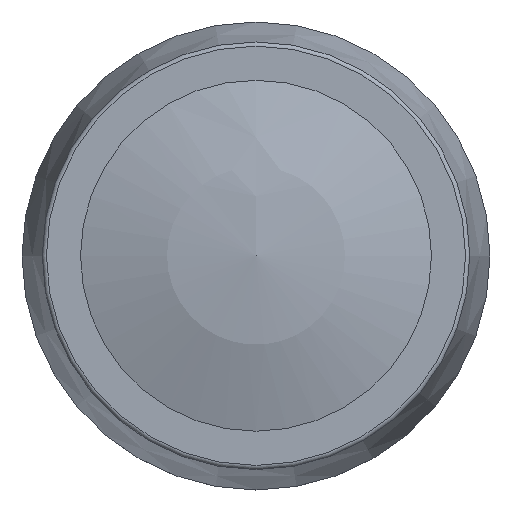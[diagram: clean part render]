
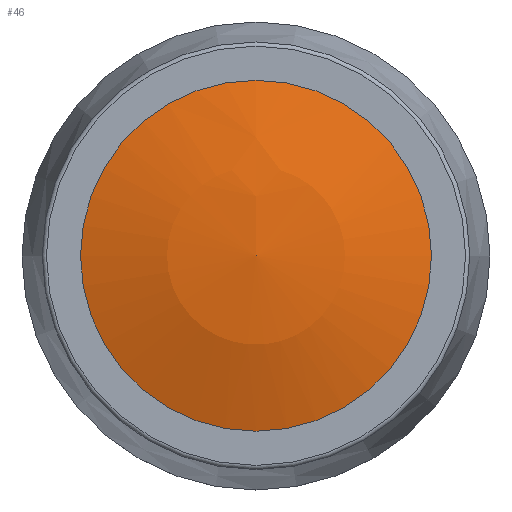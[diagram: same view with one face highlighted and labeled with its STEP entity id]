
A CAD part, top view. The second image highlights one B-rep face of the part: STEP entity #46.
In plain terms, the highlighted spherical face has radius 25 mm.
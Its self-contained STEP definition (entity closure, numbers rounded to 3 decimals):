
#46 = ADVANCED_FACE( '', ( #103 ), #104, .T. );
#103 = FACE_OUTER_BOUND( '', #181, .T. );
#104 = SPHERICAL_SURFACE( '', #182, 25. );
#181 = EDGE_LOOP( '', ( #257 ) );
#182 = AXIS2_PLACEMENT_3D( '', #258, #259, #260 );
#257 = ORIENTED_EDGE( '', *, *, #357, .T. );
#258 = CARTESIAN_POINT( '', ( 0., 0., -11. ) );
#259 = DIRECTION( '', ( 0., 0., 1. ) );
#260 = DIRECTION( '', ( 0., 1., 0. ) );
#357 = EDGE_CURVE( '', #396, #396, #397, .T. );
#396 = VERTEX_POINT( '', #448 );
#397 = CIRCLE( '', #449, 8.249 );
#448 = CARTESIAN_POINT( '', ( 8.249, 0., 12.6 ) );
#449 = AXIS2_PLACEMENT_3D( '', #501, #502, #503 );
#501 = CARTESIAN_POINT( '', ( 0., 0., 12.6 ) );
#502 = DIRECTION( '', ( 0., 0., 1. ) );
#503 = DIRECTION( '', ( 1., 0., 0. ) );
